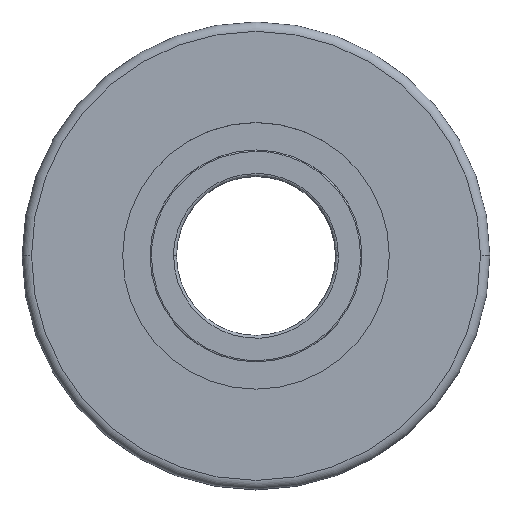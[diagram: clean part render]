
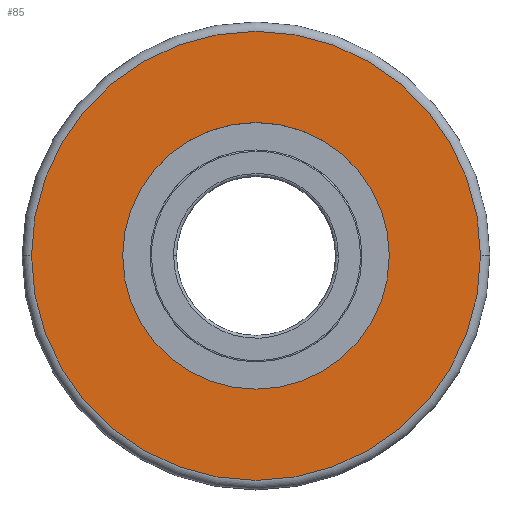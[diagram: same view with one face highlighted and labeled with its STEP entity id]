
A CAD part, top view. The second image highlights one B-rep face of the part: STEP entity #85.
In plain terms, the highlighted planar face has unit normal (0, 0, 1).
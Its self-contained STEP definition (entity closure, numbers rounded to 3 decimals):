
#14 = CARTESIAN_POINT ( 'NONE',  ( -14.25, 0., 9. ) ) ;
#85 = ADVANCED_FACE ( 'NONE', ( #4622, #2644 ), #3917, .F. ) ;
#91 = VERTEX_POINT ( 'NONE', #14 ) ;
#246 = ORIENTED_EDGE ( 'NONE', *, *, #3374, .T. ) ;
#304 = CIRCLE ( 'NONE', #4360, 24. ) ;
#420 = DIRECTION ( 'NONE',  ( 1., 0., 0. ) ) ;
#601 = DIRECTION ( 'NONE',  ( 1., 0., 0. ) ) ;
#603 = AXIS2_PLACEMENT_3D ( 'NONE', #3875, #1723, #1768 ) ;
#629 = CARTESIAN_POINT ( 'NONE',  ( 14.25, 0., 9. ) ) ;
#658 = EDGE_CURVE ( 'NONE', #690, #91, #4617, .T. ) ;
#690 = VERTEX_POINT ( 'NONE', #629 ) ;
#1352 = VERTEX_POINT ( 'NONE', #4099 ) ;
#1393 = CIRCLE ( 'NONE', #2662, 14.25 ) ;
#1603 = EDGE_CURVE ( 'NONE', #91, #690, #1393, .T. ) ;
#1641 = CARTESIAN_POINT ( 'NONE',  ( 0., 0., 9. ) ) ;
#1710 = DIRECTION ( 'NONE',  ( -1., 0., 0. ) ) ;
#1723 = DIRECTION ( 'NONE',  ( 0., 0., -1. ) ) ;
#1768 = DIRECTION ( 'NONE',  ( -1., 0., 0. ) ) ;
#1956 = ORIENTED_EDGE ( 'NONE', *, *, #2797, .T. ) ;
#2033 = CARTESIAN_POINT ( 'NONE',  ( 0., 0., 9. ) ) ;
#2191 = AXIS2_PLACEMENT_3D ( 'NONE', #1641, #3409, #2321 ) ;
#2321 = DIRECTION ( 'NONE',  ( -1., 0., 0. ) ) ;
#2386 = DIRECTION ( 'NONE',  ( 0., 0., 1. ) ) ;
#2387 = EDGE_LOOP ( 'NONE', ( #2982, #2785 ) ) ;
#2578 = CARTESIAN_POINT ( 'NONE',  ( 24., 0., 9. ) ) ;
#2644 = FACE_BOUND ( 'NONE', #2387, .T. ) ;
#2662 = AXIS2_PLACEMENT_3D ( 'NONE', #3578, #3948, #420 ) ;
#2785 = ORIENTED_EDGE ( 'NONE', *, *, #1603, .F. ) ;
#2797 = EDGE_CURVE ( 'NONE', #1352, #3644, #4077, .T. ) ;
#2860 = EDGE_LOOP ( 'NONE', ( #1956, #246 ) ) ;
#2982 = ORIENTED_EDGE ( 'NONE', *, *, #658, .F. ) ;
#3374 = EDGE_CURVE ( 'NONE', #3644, #1352, #304, .T. ) ;
#3409 = DIRECTION ( 'NONE',  ( 0., 0., 1. ) ) ;
#3578 = CARTESIAN_POINT ( 'NONE',  ( 0., 0., 9. ) ) ;
#3644 = VERTEX_POINT ( 'NONE', #2578 ) ;
#3844 = DIRECTION ( 'NONE',  ( 0., 0., 1. ) ) ;
#3858 = CARTESIAN_POINT ( 'NONE',  ( 0., 0., 9. ) ) ;
#3875 = CARTESIAN_POINT ( 'NONE',  ( 0., 14.25, 9. ) ) ;
#3917 = PLANE ( 'NONE',  #603 ) ;
#3948 = DIRECTION ( 'NONE',  ( 0., 0., 1. ) ) ;
#3963 = AXIS2_PLACEMENT_3D ( 'NONE', #2033, #2386, #601 ) ;
#4077 = CIRCLE ( 'NONE', #2191, 24. ) ;
#4099 = CARTESIAN_POINT ( 'NONE',  ( -24., 0., 9. ) ) ;
#4360 = AXIS2_PLACEMENT_3D ( 'NONE', #3858, #3844, #1710 ) ;
#4617 = CIRCLE ( 'NONE', #3963, 14.25 ) ;
#4622 = FACE_OUTER_BOUND ( 'NONE', #2860, .T. ) ;
